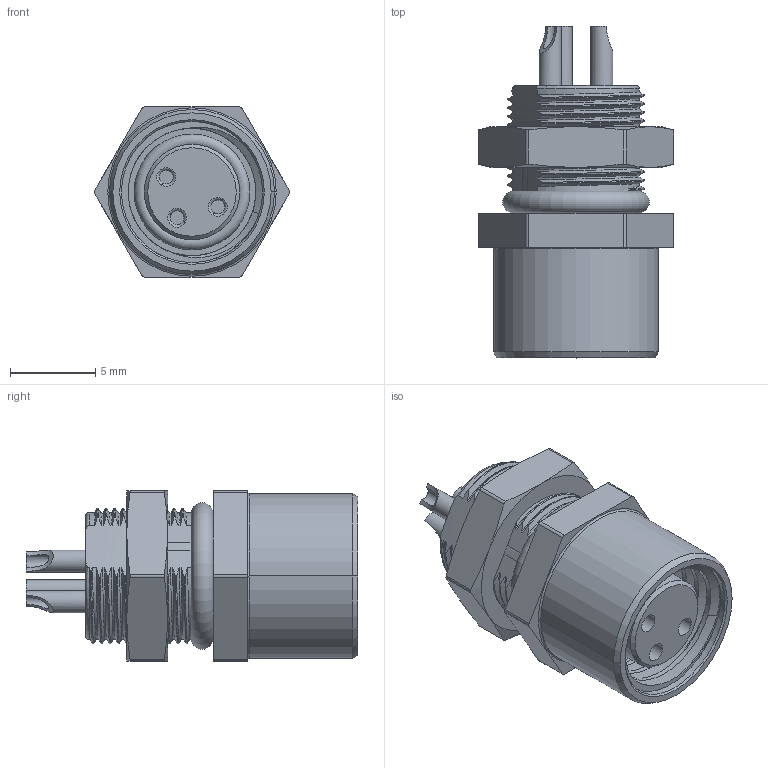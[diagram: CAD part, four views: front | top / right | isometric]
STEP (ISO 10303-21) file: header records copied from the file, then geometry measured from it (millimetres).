
FILE_DESCRIPTION(/* description */ (''),/* implementation_level */ '2;1');
FILE_NAME(/* name */ '66666.stp',/* time_stamp */ '2024-02-04T16:58:41+08:00',/* author */ (''),/* organization */ (''),/* preprocessor_version */ 'ST-DEVELOPER v18.1',/* originating_system */ 'SIEMENS PLM Software NX 1980',/* authorisation */ '');
FILE_SCHEMA (('AUTOMOTIVE_DESIGN { 1 0 10303 214 3 1 1 1 }'));
Length unit declared in the file: millimetre
Products named in the file (1): 11111
Bounding box: 11.49 x 19.5 x 10 mm (x, y, z)
Volume: 939.3 mm3; surface area: 1300.4 mm2
Topology: 2 solids, 2 shells, 232 faces, 604 edges, 401 vertices
Faces by surface type: cylinder 84, cone 78, plane 52, torus 14, bspline 4
Full cylindrical faces by diameter (mm): 0.8 x3, 1.1 x3, 1.3 x3, 1.55 x3, 5.6 x2, 6 x1, 6.923 x1
Entity records: 8695 total; most frequent: CARTESIAN_POINT 3619, ORIENTED_EDGE 1116, DIRECTION 871, EDGE_CURVE 558, VERTEX_POINT 377, AXIS2_PLACEMENT_3D 373, B_SPLINE_CURVE_WITH_KNOTS 291, EDGE_LOOP 273
